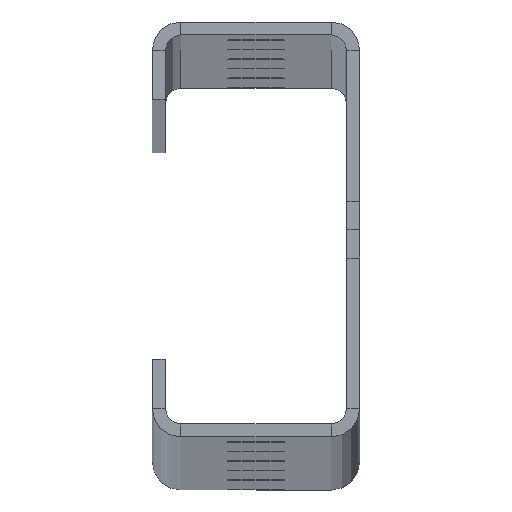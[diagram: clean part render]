
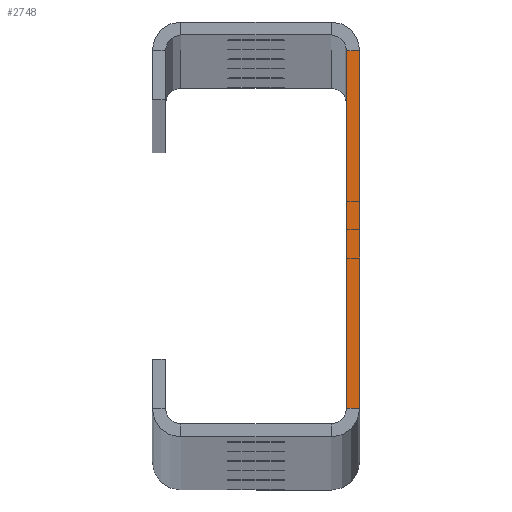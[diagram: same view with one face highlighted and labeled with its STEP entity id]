
A CAD part, top view. The second image highlights one B-rep face of the part: STEP entity #2748.
In plain terms, the highlighted planar face has unit normal (0, 0, 1).
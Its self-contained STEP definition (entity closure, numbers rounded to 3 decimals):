
#14 = AXIS2_PLACEMENT_3D ( 'NONE', #3957, #1051, #3885 ) ;
#112 = EDGE_LOOP ( 'NONE', ( #1732, #271, #1535, #1098 ) ) ;
#215 = VECTOR ( 'NONE', #2804, 1000. ) ;
#245 = DIRECTION ( 'NONE',  ( -1., 0., 0. ) ) ;
#271 = ORIENTED_EDGE ( 'NONE', *, *, #3347, .T. ) ;
#385 = PLANE ( 'NONE',  #14 ) ;
#480 = VERTEX_POINT ( 'NONE', #608 ) ;
#608 = CARTESIAN_POINT ( 'NONE',  ( 17.5, 34.5, 2935. ) ) ;
#631 = LINE ( 'NONE', #2481, #2148 ) ;
#933 = LINE ( 'NONE', #4123, #1543 ) ;
#1051 = DIRECTION ( 'NONE',  ( 0., 0., 1. ) ) ;
#1063 = CARTESIAN_POINT ( 'NONE',  ( 20., -34.5, 2935. ) ) ;
#1098 = ORIENTED_EDGE ( 'NONE', *, *, #1569, .T. ) ;
#1153 = EDGE_CURVE ( 'NONE', #1745, #480, #1521, .T. ) ;
#1521 = LINE ( 'NONE', #2797, #2383 ) ;
#1535 = ORIENTED_EDGE ( 'NONE', *, *, #1153, .F. ) ;
#1543 = VECTOR ( 'NONE', #245, 1000. ) ;
#1569 = EDGE_CURVE ( 'NONE', #1745, #3477, #1851, .T. ) ;
#1732 = ORIENTED_EDGE ( 'NONE', *, *, #2931, .T. ) ;
#1745 = VERTEX_POINT ( 'NONE', #3360 ) ;
#1851 = LINE ( 'NONE', #3112, #215 ) ;
#2148 = VECTOR ( 'NONE', #3109, 1000. ) ;
#2298 = CARTESIAN_POINT ( 'NONE',  ( 20., 34.5, 2935. ) ) ;
#2383 = VECTOR ( 'NONE', #4072, 1000. ) ;
#2481 = CARTESIAN_POINT ( 'NONE',  ( 20., -40., 2935. ) ) ;
#2679 = FACE_OUTER_BOUND ( 'NONE', #112, .T. ) ;
#2748 = ADVANCED_FACE ( 'NONE', ( #2679 ), #385, .T. ) ;
#2797 = CARTESIAN_POINT ( 'NONE',  ( 17.5, -40., 2935. ) ) ;
#2804 = DIRECTION ( 'NONE',  ( 1., 0., 0. ) ) ;
#2931 = EDGE_CURVE ( 'NONE', #3477, #4089, #631, .T. ) ;
#3109 = DIRECTION ( 'NONE',  ( 0., 1., 0. ) ) ;
#3112 = CARTESIAN_POINT ( 'NONE',  ( 17.5, -34.5, 2935. ) ) ;
#3347 = EDGE_CURVE ( 'NONE', #4089, #480, #933, .T. ) ;
#3360 = CARTESIAN_POINT ( 'NONE',  ( 17.5, -34.5, 2935. ) ) ;
#3477 = VERTEX_POINT ( 'NONE', #1063 ) ;
#3885 = DIRECTION ( 'NONE',  ( 1., 0., 0. ) ) ;
#3957 = CARTESIAN_POINT ( 'NONE',  ( 14.5, 37.5, 2935. ) ) ;
#4072 = DIRECTION ( 'NONE',  ( 0., 1., 0. ) ) ;
#4089 = VERTEX_POINT ( 'NONE', #2298 ) ;
#4123 = CARTESIAN_POINT ( 'NONE',  ( 20., 34.5, 2935. ) ) ;
